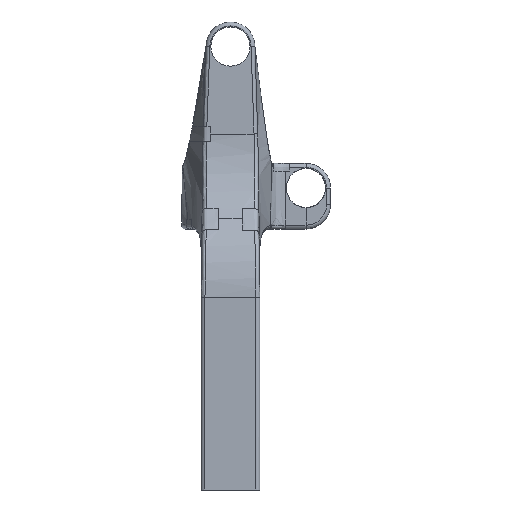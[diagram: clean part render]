
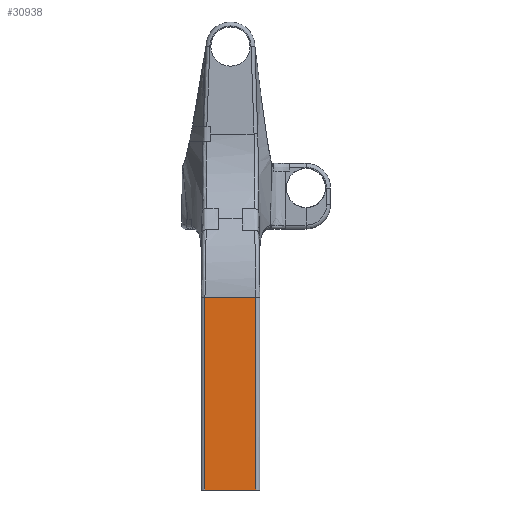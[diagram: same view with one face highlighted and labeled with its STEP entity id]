
A CAD part, left-side view. The second image highlights one B-rep face of the part: STEP entity #30938.
In plain terms, the highlighted planar face has unit normal (-1, 0, 0).
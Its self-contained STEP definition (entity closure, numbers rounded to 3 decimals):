
#288 = ORIENTED_EDGE ( 'NONE', *, *, #15509, .T. ) ;
#676 = VERTEX_POINT ( 'NONE', #28283 ) ;
#1081 = AXIS2_PLACEMENT_3D ( 'NONE', #2066, #13080, #21144 ) ;
#1622 = DIRECTION ( 'NONE',  ( 0., 0., -1. ) ) ;
#1960 = VERTEX_POINT ( 'NONE', #27334 ) ;
#2066 = CARTESIAN_POINT ( 'NONE',  ( -157.5, 30., -452. ) ) ;
#2683 = VECTOR ( 'NONE', #10863, 1000. ) ;
#3835 = VECTOR ( 'NONE', #22028, 1000. ) ;
#4173 = VERTEX_POINT ( 'NONE', #9227 ) ;
#5556 = VECTOR ( 'NONE', #18828, 1000. ) ;
#6107 = VERTEX_POINT ( 'NONE', #31048 ) ;
#6446 = CARTESIAN_POINT ( 'NONE',  ( -157.5, 30., -256. ) ) ;
#7159 = CARTESIAN_POINT ( 'NONE',  ( -157.5, -26., -256.023 ) ) ;
#7918 = CARTESIAN_POINT ( 'NONE',  ( -157.5, 25.999, -256. ) ) ;
#8449 = B_SPLINE_CURVE_WITH_KNOTS ( 'NONE', 3,
 ( #33587, #20407, #7159, #12353 ),
 .UNSPECIFIED., .F., .F.,
 ( 4, 4 ),
 ( 0., 0. ),
 .UNSPECIFIED. ) ;
#9227 = CARTESIAN_POINT ( 'NONE',  ( -157.5, -26., -256.035 ) ) ;
#9578 = CARTESIAN_POINT ( 'NONE',  ( -157.5, 25.999, -256. ) ) ;
#10070 = VERTEX_POINT ( 'NONE', #7918 ) ;
#10863 = DIRECTION ( 'NONE',  ( 0., 1., 0. ) ) ;
#11722 = ORIENTED_EDGE ( 'NONE', *, *, #30001, .F. ) ;
#12353 = CARTESIAN_POINT ( 'NONE',  ( -157.5, -26., -256.035 ) ) ;
#12503 = LINE ( 'NONE', #30870, #18391 ) ;
#13080 = DIRECTION ( 'NONE',  ( -1., 0., 0. ) ) ;
#13410 = CARTESIAN_POINT ( 'NONE',  ( -157.5, 30., -452. ) ) ;
#14015 = EDGE_CURVE ( 'NONE', #34328, #1960, #27546, .T. ) ;
#15145 = LINE ( 'NONE', #13410, #2683 ) ;
#15509 = EDGE_CURVE ( 'NONE', #676, #10070, #22540, .T. ) ;
#17728 = CARTESIAN_POINT ( 'NONE',  ( -157.5, 26., -256.035 ) ) ;
#18391 = VECTOR ( 'NONE', #1622, 1000. ) ;
#18715 = CARTESIAN_POINT ( 'NONE',  ( -157.5, 26., -452. ) ) ;
#18828 = DIRECTION ( 'NONE',  ( 0., 0., 1. ) ) ;
#19179 = EDGE_CURVE ( 'NONE', #4173, #6107, #12503, .T. ) ;
#20407 = CARTESIAN_POINT ( 'NONE',  ( -157.5, -26., -256.012 ) ) ;
#21144 = DIRECTION ( 'NONE',  ( 0., 0., -1. ) ) ;
#22028 = DIRECTION ( 'NONE',  ( 0., 1., 0. ) ) ;
#22408 = ORIENTED_EDGE ( 'NONE', *, *, #14015, .F. ) ;
#22540 = LINE ( 'NONE', #6446, #3835 ) ;
#22798 = EDGE_LOOP ( 'NONE', ( #288, #29795, #22408, #29146, #26545, #11722 ) ) ;
#22980 = PLANE ( 'NONE',  #1081 ) ;
#23288 = CARTESIAN_POINT ( 'NONE',  ( -157.5, 26., -452. ) ) ;
#26545 = ORIENTED_EDGE ( 'NONE', *, *, #19179, .F. ) ;
#26947 = EDGE_CURVE ( 'NONE', #6107, #34328, #15145, .T. ) ;
#27334 = CARTESIAN_POINT ( 'NONE',  ( -157.5, 26., -256.035 ) ) ;
#27546 = LINE ( 'NONE', #18715, #5556 ) ;
#27650 = B_SPLINE_CURVE_WITH_KNOTS ( 'NONE', 3,
 ( #17728, #27819, #30820, #9578 ),
 .UNSPECIFIED., .F., .F.,
 ( 4, 4 ),
 ( 0., 0. ),
 .UNSPECIFIED. ) ;
#27819 = CARTESIAN_POINT ( 'NONE',  ( -157.5, 26., -256.023 ) ) ;
#28283 = CARTESIAN_POINT ( 'NONE',  ( -157.5, -25.999, -256. ) ) ;
#29146 = ORIENTED_EDGE ( 'NONE', *, *, #26947, .F. ) ;
#29795 = ORIENTED_EDGE ( 'NONE', *, *, #31816, .F. ) ;
#30001 = EDGE_CURVE ( 'NONE', #676, #4173, #8449, .T. ) ;
#30820 = CARTESIAN_POINT ( 'NONE',  ( -157.5, 26., -256.012 ) ) ;
#30870 = CARTESIAN_POINT ( 'NONE',  ( -157.5, -26., -452. ) ) ;
#30938 = ADVANCED_FACE ( 'NONE', ( #31468 ), #22980, .T. ) ;
#31048 = CARTESIAN_POINT ( 'NONE',  ( -157.5, -26., -452. ) ) ;
#31468 = FACE_OUTER_BOUND ( 'NONE', #22798, .T. ) ;
#31816 = EDGE_CURVE ( 'NONE', #1960, #10070, #27650, .T. ) ;
#33587 = CARTESIAN_POINT ( 'NONE',  ( -157.5, -25.999, -256. ) ) ;
#34328 = VERTEX_POINT ( 'NONE', #23288 ) ;
